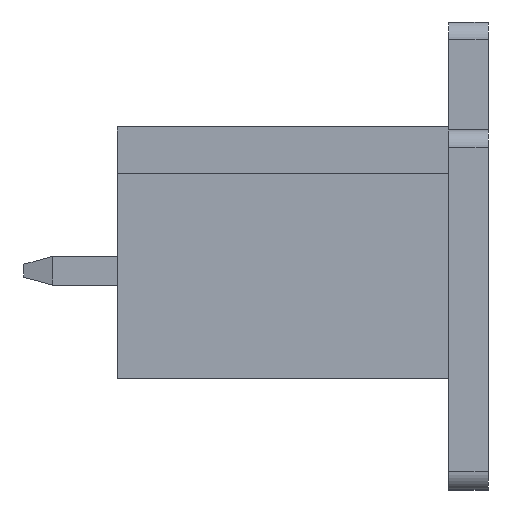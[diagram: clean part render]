
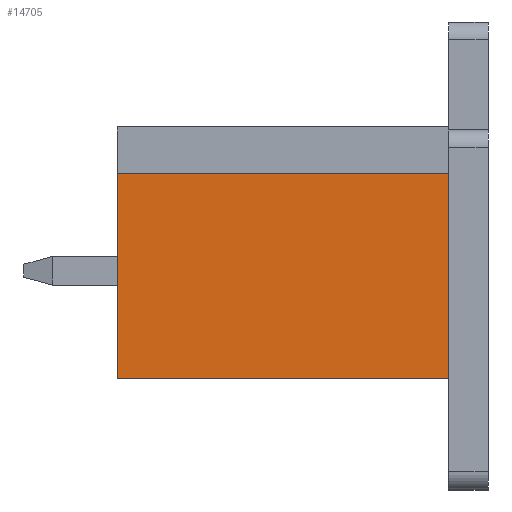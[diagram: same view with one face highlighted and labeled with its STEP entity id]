
A CAD part, left-side view. The second image highlights one B-rep face of the part: STEP entity #14705.
In plain terms, the highlighted planar face has unit normal (-1, 0, 0).
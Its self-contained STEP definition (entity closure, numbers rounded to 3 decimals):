
#3571=ORIENTED_EDGE('',*,*,#6138,.F.);
#3572=ORIENTED_EDGE('',*,*,#6235,.F.);
#3573=ORIENTED_EDGE('',*,*,#6111,.F.);
#3574=ORIENTED_EDGE('',*,*,#6053,.F.);
#6053=EDGE_CURVE('',#7695,#7696,#9439,.T.);
#6111=EDGE_CURVE('',#7696,#7747,#9485,.T.);
#6138=EDGE_CURVE('',#7767,#7695,#9508,.T.);
#6235=EDGE_CURVE('',#7747,#7767,#9602,.T.);
#7695=VERTEX_POINT('',#22610);
#7696=VERTEX_POINT('',#22612);
#7747=VERTEX_POINT('',#22725);
#7767=VERTEX_POINT('',#22776);
#9439=LINE('',#22611,#11312);
#9485=LINE('',#22724,#11358);
#9508=LINE('',#22777,#11381);
#9602=LINE('',#22972,#11475);
#11312=VECTOR('',#18434,1000.);
#11358=VECTOR('',#18512,1000.);
#11381=VECTOR('',#18553,1000.);
#11475=VECTOR('',#18749,1000.);
#12495=EDGE_LOOP('',(#3571,#3572,#3573,#3574));
#13316=FACE_BOUND('',#12495,.T.);
#14013=PLANE('',#15632);
#14705=ADVANCED_FACE('',(#13316),#14013,.F.);
#15632=AXIS2_PLACEMENT_3D('',#22973,#18750,#18751);
#18434=DIRECTION('',(0.,1.,0.));
#18512=DIRECTION('',(0.,0.,1.));
#18553=DIRECTION('',(0.,0.,-1.));
#18749=DIRECTION('',(0.,-1.,0.));
#18750=DIRECTION('',(1.,0.,0.));
#18751=DIRECTION('',(0.,0.,-1.));
#22610=CARTESIAN_POINT('',(-24.145,0.,-3.5));
#22611=CARTESIAN_POINT('',(-24.145,0.,-3.5));
#22612=CARTESIAN_POINT('',(-24.145,9.2,-3.5));
#22724=CARTESIAN_POINT('',(-24.145,9.2,-3.5));
#22725=CARTESIAN_POINT('',(-24.145,9.2,2.2));
#22776=CARTESIAN_POINT('',(-24.145,0.,2.2));
#22777=CARTESIAN_POINT('',(-24.145,0.,2.2));
#22972=CARTESIAN_POINT('',(-24.145,9.2,2.2));
#22973=CARTESIAN_POINT('',(-24.145,0.,0.));
